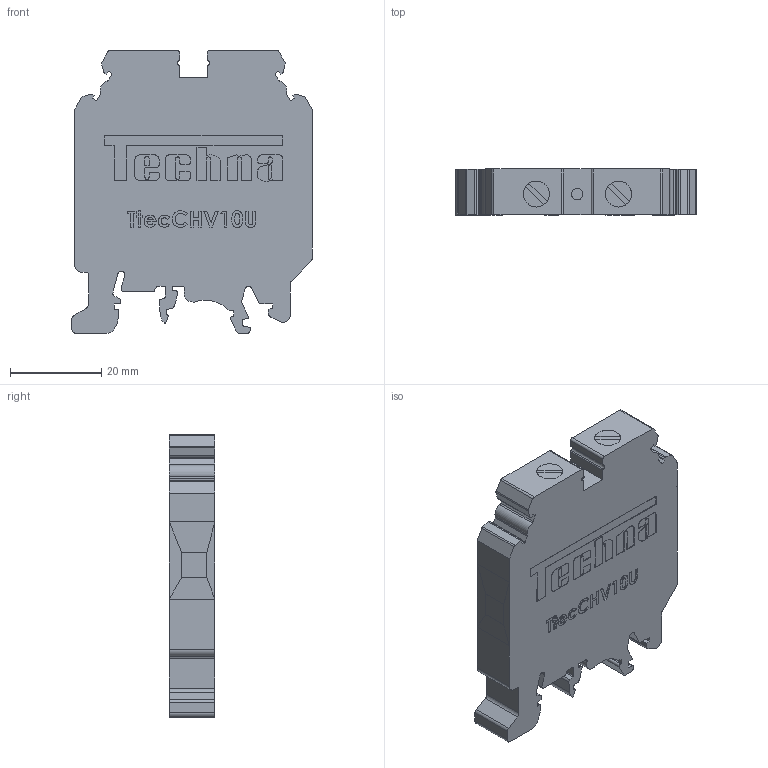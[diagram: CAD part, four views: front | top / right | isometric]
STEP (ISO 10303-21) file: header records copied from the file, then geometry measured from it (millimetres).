
FILE_DESCRIPTION (( 'STEP AP214' ), '1' );
FILE_NAME ('TtecCHV10U.STEP', '2020-06-30T12:28:54', ( '' ), ( '' ), 'SwSTEP 2.0', 'SolidWorks 2020', '' );
FILE_SCHEMA (( 'AUTOMOTIVE_DESIGN' ));
Length unit declared in the file: millimetre
Products named in the file (1): TtecCHV10U
Bounding box: 52.66 x 10 x 62 mm (x, y, z)
Volume: 26974.1 mm3; surface area: 8590.7 mm2
Topology: 1 solids, 1 shells, 693 faces, 1920 edges, 1272 vertices
Faces by surface type: plane 404, cylinder 211, bspline 78
Entity records: 32152 total; most frequent: CARTESIAN_POINT 9196, ORIENTED_EDGE 3840, DIRECTION 3426, EDGE_CURVE 1920, VECTOR 1334, LINE 1334, VERTEX_POINT 1272, AXIS2_PLACEMENT_3D 1046
